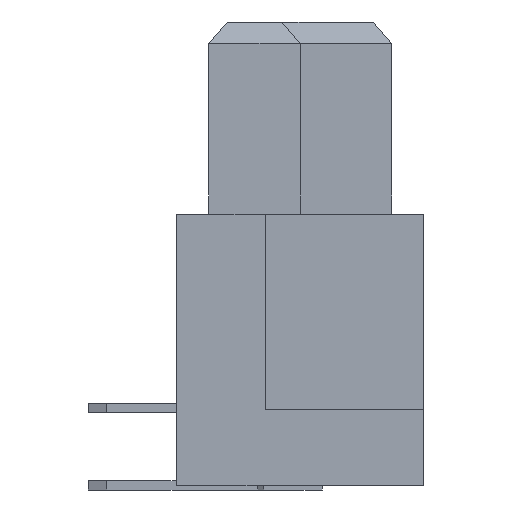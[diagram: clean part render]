
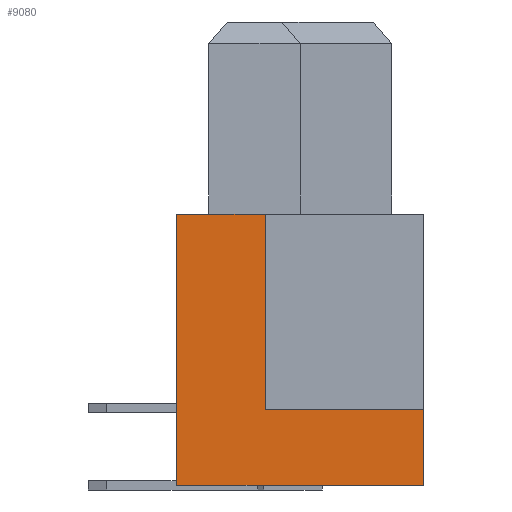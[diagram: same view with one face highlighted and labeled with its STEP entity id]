
A CAD part, left-side view. The second image highlights one B-rep face of the part: STEP entity #9080.
In plain terms, the highlighted planar face has unit normal (-1, 0, 0).
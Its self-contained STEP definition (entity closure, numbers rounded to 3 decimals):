
#8020=CARTESIAN_POINT('',(38.65,0.,-3.7));
#8030=VERTEX_POINT('',#8020);
#8180=CARTESIAN_POINT('',(38.65,8.1,-3.7));
#8190=VERTEX_POINT('',#8180);
#8220=CARTESIAN_POINT('',(38.65,0.,-3.7));
#8230=DIRECTION('',(0.,1.,0.));
#8240=VECTOR('',#8230,1.);
#8250=LINE('',#8220,#8240);
#8260=EDGE_CURVE('',#8030,#8190,#8250,.T.);
#8620=CARTESIAN_POINT('',(38.65,7.05,5.2));
#8630=DIRECTION('',(-1.,0.,0.));
#8640=DIRECTION('',(0.,-1.,0.));
#8650=AXIS2_PLACEMENT_3D('',#8620,#8630,#8640);
#8660=PLANE('',#8650);
#8670=CARTESIAN_POINT('',(38.65,5.2,5.2));
#8680=DIRECTION('',(0.,0.,-1.));
#8690=VECTOR('',#8680,1.);
#8700=LINE('',#8670,#8690);
#8710=CARTESIAN_POINT('',(38.65,5.2,5.2));
#8720=VERTEX_POINT('',#8710);
#8730=CARTESIAN_POINT('',(38.65,5.2,-1.2));
#8740=VERTEX_POINT('',#8730);
#8750=EDGE_CURVE('',#8720,#8740,#8700,.T.);
#8760=ORIENTED_EDGE('',*,*,#8750,.F.);
#8770=CARTESIAN_POINT('',(38.65,4.05,-1.2));
#8780=DIRECTION('',(0.,-1.,0.));
#8790=VECTOR('',#8780,1.);
#8800=LINE('',#8770,#8790);
#8810=CARTESIAN_POINT('',(38.65,0.,-1.2));
#8820=VERTEX_POINT('',#8810);
#8830=EDGE_CURVE('',#8740,#8820,#8800,.T.);
#8840=ORIENTED_EDGE('',*,*,#8830,.F.);
#8850=CARTESIAN_POINT('',(38.65,0.,5.2));
#8860=DIRECTION('',(0.,0.,-1.));
#8870=VECTOR('',#8860,1.);
#8880=LINE('',#8850,#8870);
#8890=EDGE_CURVE('',#8820,#8030,#8880,.T.);
#8900=ORIENTED_EDGE('',*,*,#8890,.F.);
#8910=ORIENTED_EDGE('',*,*,#8260,.F.);
#8920=CARTESIAN_POINT('',(38.65,8.1,5.2));
#8930=DIRECTION('',(0.,0.,-1.));
#8940=VECTOR('',#8930,1.);
#8950=LINE('',#8920,#8940);
#8960=CARTESIAN_POINT('',(38.65,8.1,5.2));
#8970=VERTEX_POINT('',#8960);
#8980=EDGE_CURVE('',#8970,#8190,#8950,.T.);
#8990=ORIENTED_EDGE('',*,*,#8980,.T.);
#9000=CARTESIAN_POINT('',(38.65,0.,5.2));
#9010=DIRECTION('',(0.,1.,0.));
#9020=VECTOR('',#9010,1.);
#9030=LINE('',#9000,#9020);
#9040=EDGE_CURVE('',#8720,#8970,#9030,.T.);
#9050=ORIENTED_EDGE('',*,*,#9040,.T.);
#9060=EDGE_LOOP('',(#9050,#8990,#8910,#8900,#8840,#8760));
#9070=FACE_OUTER_BOUND('',#9060,.T.);
#9080=ADVANCED_FACE('',(#9070),#8660,.T.);
